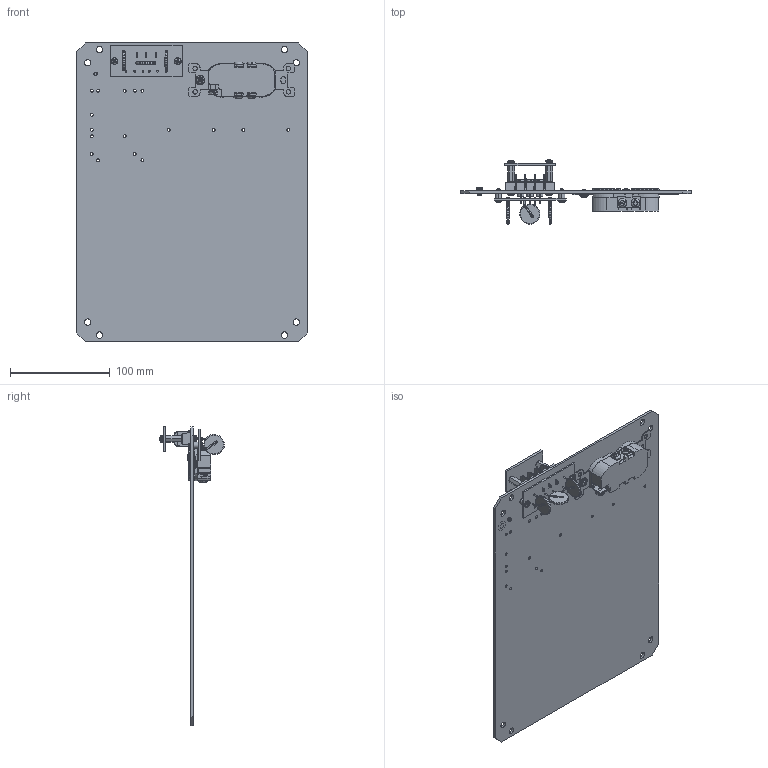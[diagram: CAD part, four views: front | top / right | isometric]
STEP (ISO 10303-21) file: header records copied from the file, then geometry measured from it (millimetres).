
FILE_DESCRIPTION (( 'STEP AP214' ), '1' );
FILE_NAME ('NB12-RP100.STEP', '2019-02-08T14:00:41', ( '' ), ( '' ), 'SwSTEP 2.0', 'SolidWorks 2017', '' );
FILE_SCHEMA (( 'AUTOMOTIVE_DESIGN' ));
Length unit declared in the file: inch
Products named in the file (19): XLBL-F704-UL_With Actual Text; 1AW05-083_With Actual Text; 1AW05-082_With Actual Text; XFW-0020; XFN-0013; XFS-0032_91735A151; X-ASSY-HYP285-1; XFS-0066_90272A147; XF797-01; XERZ-V20D241; XMH-0010; XFN-0022; XFW-0004; XFS-0006; XCTB-0002; NB12-RP100; XFS-0017; 1BE01-002; X-PCB-HYP285
Assembly tree (28 placements, depth 3):
  NB12-RP100
    1BE01-002
    XMH-0010
    XFS-0006
    XFW-0004  x2
    XFN-0022  x2
    X-ASSY-HYP285-1
      X-PCB-HYP285
      XERZ-V20D241  x3
    XFS-0066_90272A147  x2
    XFS-0017  x4
    XCTB-0002
    XFS-0032_91735A151  x2
    XFN-0013  x2
    1AW05-082_With Actual Text
    1AW05-083_With Actual Text
    XLBL-F704-UL_With Actual Text
    XFW-0020
    XF797-01
Bounding box: 231.78 x 64.66 x 300.85 mm (x, y, z)
Volume: 229172.1 mm3; surface area: 174771.2 mm2
Topology: 27 solids, 27 shells, 2644 faces, 6804 edges, 4307 vertices
Faces by surface type: plane 962, cylinder 788, cone 386, bspline 322, torus 153, sphere 33
Entity records: 98062 total; most frequent: CARTESIAN_POINT 34600, ORIENTED_EDGE 10392, DIRECTION 8651, EDGE_CURVE 5196, VERTEX_POINT 3333, VECTOR 2939, LINE 2939, AXIS2_PLACEMENT_3D 2856
